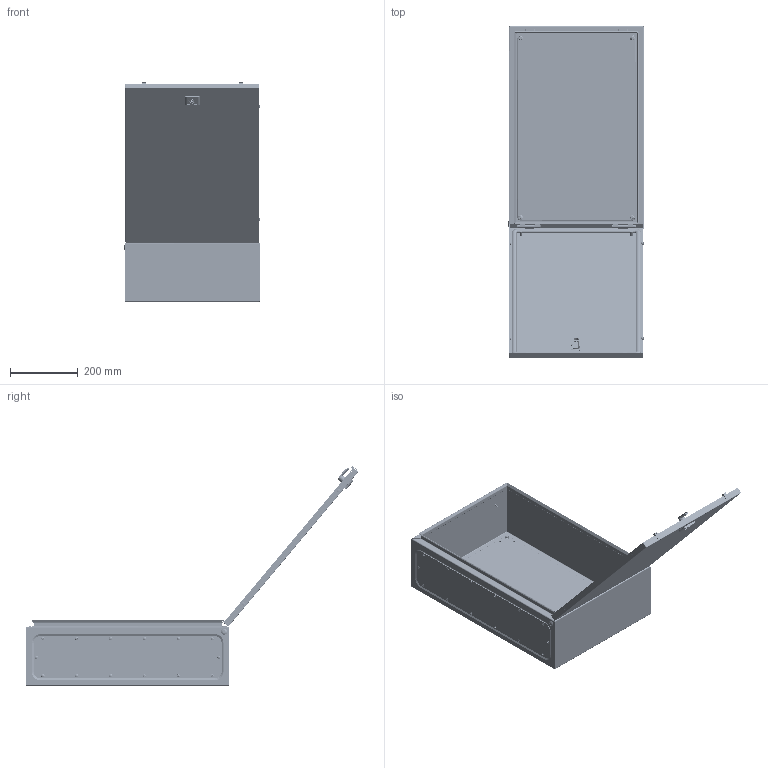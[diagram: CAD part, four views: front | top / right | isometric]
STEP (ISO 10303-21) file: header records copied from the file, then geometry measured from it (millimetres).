
FILE_DESCRIPTION (( 'STEP AP203' ), '1' );
FILE_NAME ('400x600x200 R5CE0462.step', '2012-04-04T14:00:22', ( 'User' ), ( 'DKC' ), 'SwSTEP 2.0', 'SolidWorks 2011', '' );
FILE_SCHEMA (( 'CONFIG_CONTROL_DESIGN' ));
Products named in the file (34): end-cap_AC00C061; AC00C316_AC00C316; Frames CE assemble 11111_400x600x200 R5CE0462; Dead door CE 11111_400x600; Tapping screw 4.2x16_Tapping screw 4.2x16; Tapping screw 4.8x9.5 AC00C352_AC00C352; End-cup AC00C383_Default; land; AC00C380 for transportation_Default; Linguetta CE_handle CE; sealant for door CE_400x600; Inserto a doppio pettine AC00C443_AC00C343; BASETTA ESTERNA PER BOX AC00C503_AC00C503; Frames CE 11111_400x600x200; Sealants of flange_527x97; Flanges CE_527x97; 400x600x200 R5CE0462; End-cup AC00C317_Default; Mounting plates CE 11111_400x600; Sealant of perno AC00C409; Sealant AC00C355; Perno M6 AC00C145_1; Hex Flange Bolt M6x10_ISO 4162 - M6 x 12 x 12-S; Flange nut M6_ISO 7044-M6-S; CERNIERA SALDATA_Default; CERNIERA AC00C399_Default; Dead door CE assemble 11111_400õ600 CB02C257; End-cup AC00C112_Default; AC00C348; Sealant AC00356; Handle small door CE; MOLLA AC00C344_AC00C344; Perno AC00C401_AC00C401; Blocchetto fissaggio cerniera AC00C354_AC00C354
Assembly tree (97 placements, depth 4):
  400x600x200 R5CE0462
    Mounting plates CE 11111_400x600
    Frames CE assemble 11111_400x600x200 R5CE0462
      Tapping screw 4.8x9.5 AC00C352_AC00C352  x28
      Tapping screw 4.2x16_Tapping screw 4.2x16  x4
      Sealant AC00C355  x4
      end-cap_AC00C061  x2
      Blocchetto fissaggio cerniera AC00C354_AC00C354  x2
      Flange nut M6_ISO 7044-M6-S  x4
      Frames CE 11111_400x600x200
      land  x4
      End-cup AC00C383_Default  x2
      Perno M6 AC00C145_1  x4
      End-cup AC00C317_Default  x4
      CERNIERA AC00C399_Default  x2
      Flanges CE_527x97
      AC00C316_AC00C316
      Sealants of flange_527x97
    Flange nut M6_ISO 7044-M6-S  x4
    AC00C380 for transportation_Default  x2
    Dead door CE assemble 11111_400õ600 CB02C257
      CERNIERA SALDATA_Default  x2
      land  x2
      end-cap_AC00C061  x2
      End-cup AC00C112_Default  x4
      MOLLA AC00C344_AC00C344
      Handle small door CE
        BASETTA ESTERNA PER BOX AC00C503_AC00C503
        Inserto a doppio pettine AC00C443_AC00C343
        Linguetta CE_handle CE
        AC00C348
        Hex Flange Bolt M6x10_ISO 4162 - M6 x 12 x 12-S
        Sealant AC00356
      sealant for door CE_400x600
      Dead door CE 11111_400x600
    Sealant of perno AC00C409  x2
    Perno AC00C401_AC00C401  x2
Bounding box: 402.5 x 980.32 x 651.57 mm (x, y, z)
Volume: 2081108.1 mm3; surface area: 2502311.4 mm2
Topology: 100 solids, 100 shells, 7189 faces, 18391 edges, 11500 vertices
Faces by surface type: bspline 1948, cylinder 1818, plane 1594, cone 1573, torus 188, sphere 68
Entity records: 148833 total; most frequent: CARTESIAN_POINT 92633, ORIENTED_EDGE 11378, DIRECTION 9607, EDGE_CURVE 5689, VERTEX_POINT 3582, AXIS2_PLACEMENT_3D 3549, VECTOR 2509, LINE 2509
